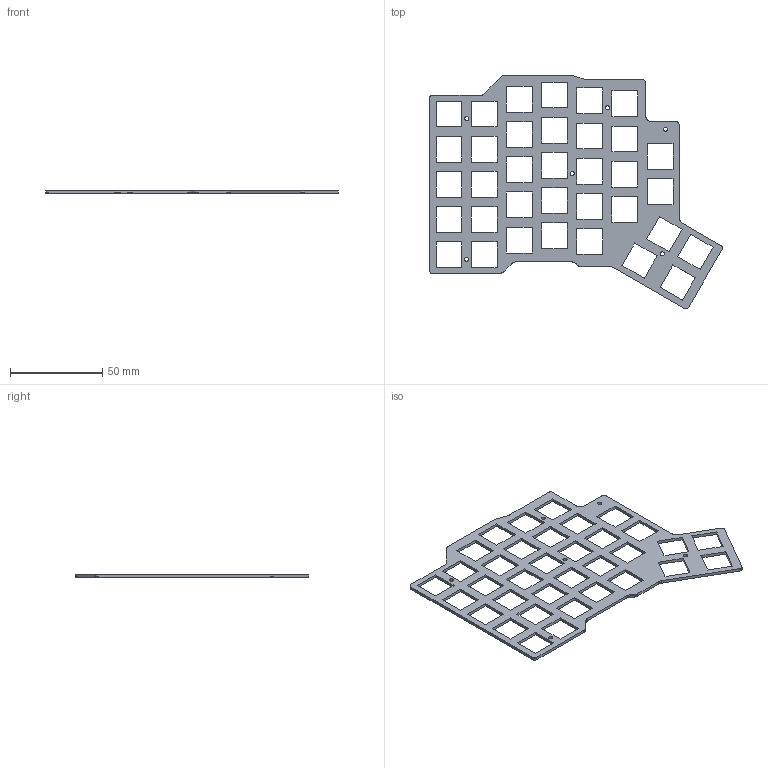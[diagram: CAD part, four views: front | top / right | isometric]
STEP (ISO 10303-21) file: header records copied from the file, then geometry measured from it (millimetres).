
FILE_DESCRIPTION(('KiCad electronic assembly'),'2;1');
FILE_NAME('ZodiARM-TopPlateChoc.step','2023-07-16T15:11:59',('Pcbnew'),( 'Kicad'),'Open CASCADE STEP processor 7.6','KiCad to STEP converter' ,'Unknown');
FILE_SCHEMA(('AUTOMOTIVE_DESIGN { 1 0 10303 214 1 1 1 1 }'));
Length unit declared in the file: millimetre
Products named in the file (2): ZodiARM-TopPlateChoc 1; ZodiARM-TopPlateChoc PCB
Assembly tree (1 placements, depth 2):
  ZodiARM-TopPlateChoc 1
    ZodiARM-TopPlateChoc PCB
Bounding box: 158.54 x 126.66 x 1.6 mm (x, y, z)
Volume: 11691.8 mm3; surface area: 18653.6 mm2
Topology: 1 solids, 1 shells, 312 faces, 930 edges, 620 vertices
Faces by surface type: plane 306, cylinder 6
Full cylindrical faces by diameter (mm): 2.2 x6
Entity records: 22603 total; most frequent: CARTESIAN_POINT 3796, DIRECTION 3418, LINE 2766, VECTOR 2766, ORIENTED_EDGE 1860, PCURVE 1860, DEFINITIONAL_REPRESENTATION 1860, EDGE_CURVE 930
